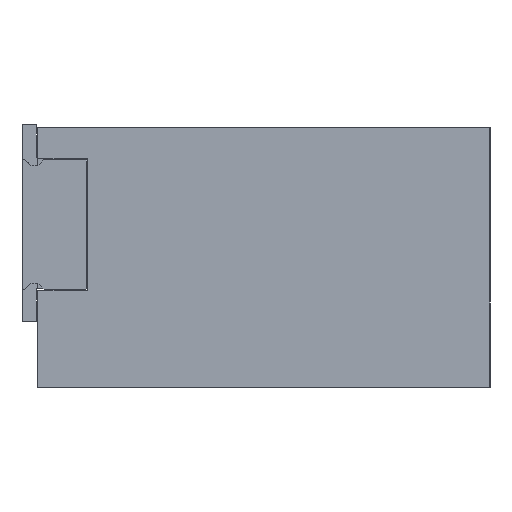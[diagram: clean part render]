
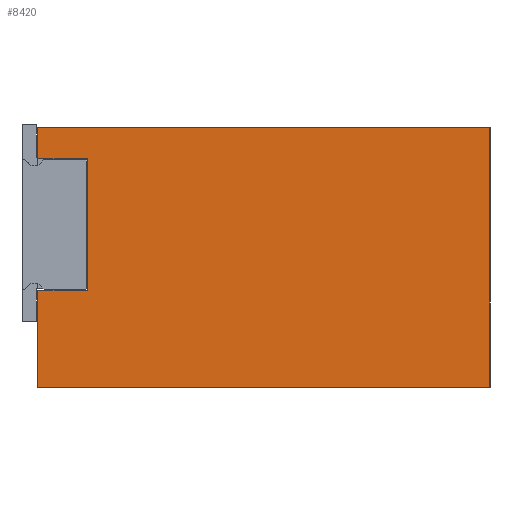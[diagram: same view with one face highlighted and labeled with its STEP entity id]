
A CAD part, left-side view. The second image highlights one B-rep face of the part: STEP entity #8420.
In plain terms, the highlighted planar face has unit normal (-1, 0, 0).
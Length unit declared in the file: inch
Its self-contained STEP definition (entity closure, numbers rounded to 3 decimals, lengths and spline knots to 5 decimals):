
#8 = CARTESIAN_POINT ( 'NONE',  ( 0., 1.724, 0.37 ) ) ;
#11 = ORIENTED_EDGE ( 'NONE', *, *, #16684, .F. ) ;
#618 = LINE ( 'NONE', #6003, #11593 ) ;
#695 = ORIENTED_EDGE ( 'NONE', *, *, #7937, .T. ) ;
#927 = VECTOR ( 'NONE', #2715, 39.37008 ) ;
#956 = EDGE_CURVE ( 'NONE', #1053, #9314, #16338, .T. ) ;
#1053 = VERTEX_POINT ( 'NONE', #6753 ) ;
#1154 = ORIENTED_EDGE ( 'NONE', *, *, #12097, .F. ) ;
#2229 = PLANE ( 'NONE',  #10171 ) ;
#2335 = CARTESIAN_POINT ( 'NONE',  ( 0., 1.534, 0.37 ) ) ;
#2682 = VECTOR ( 'NONE', #11845, 39.37008 ) ;
#2715 = DIRECTION ( 'NONE',  ( 0., 0., 1. ) ) ;
#3189 = EDGE_CURVE ( 'NONE', #6670, #6405, #8075, .T. ) ;
#3318 = DIRECTION ( 'NONE',  ( 0., -1., 0. ) ) ;
#3891 = VECTOR ( 'NONE', #7250, 39.37008 ) ;
#4399 = CARTESIAN_POINT ( 'NONE',  ( 0., 1.534, 0.871 ) ) ;
#4725 = LINE ( 'NONE', #16822, #11562 ) ;
#4729 = VERTEX_POINT ( 'NONE', #17127 ) ;
#4895 = LINE ( 'NONE', #13118, #5191 ) ;
#5080 = EDGE_CURVE ( 'NONE', #6670, #7054, #4725, .T. ) ;
#5119 = CARTESIAN_POINT ( 'NONE',  ( 0., 0., 0. ) ) ;
#5145 = ORIENTED_EDGE ( 'NONE', *, *, #3189, .F. ) ;
#5191 = VECTOR ( 'NONE', #11783, 39.37008 ) ;
#5656 = EDGE_CURVE ( 'NONE', #1053, #15400, #12203, .T. ) ;
#5804 = EDGE_CURVE ( 'NONE', #7054, #4729, #11464, .T. ) ;
#6003 = CARTESIAN_POINT ( 'NONE',  ( 0., 0., 0. ) ) ;
#6405 = VERTEX_POINT ( 'NONE', #10535 ) ;
#6670 = VERTEX_POINT ( 'NONE', #2335 ) ;
#6687 = VERTEX_POINT ( 'NONE', #5119 ) ;
#6753 = CARTESIAN_POINT ( 'NONE',  ( 0., 1.724, 0.99 ) ) ;
#7054 = VERTEX_POINT ( 'NONE', #8 ) ;
#7250 = DIRECTION ( 'NONE',  ( 0., 1., 0. ) ) ;
#7683 = EDGE_LOOP ( 'NONE', ( #5145, #12908, #11731, #695, #11, #10416, #9059, #1154 ) ) ;
#7731 = CARTESIAN_POINT ( 'NONE',  ( 0., 1.724, 0.871 ) ) ;
#7937 = EDGE_CURVE ( 'NONE', #4729, #6687, #618, .T. ) ;
#8075 = LINE ( 'NONE', #14720, #927 ) ;
#8420 = ADVANCED_FACE ( 'NONE', ( #14482 ), #2229, .F. ) ;
#9059 = ORIENTED_EDGE ( 'NONE', *, *, #956, .T. ) ;
#9117 = DIRECTION ( 'NONE',  ( 1., 0., 0. ) ) ;
#9314 = VERTEX_POINT ( 'NONE', #7731 ) ;
#10122 = DIRECTION ( 'NONE',  ( 0., 0., -1. ) ) ;
#10171 = AXIS2_PLACEMENT_3D ( 'NONE', #13136, #9117, #17106 ) ;
#10416 = ORIENTED_EDGE ( 'NONE', *, *, #5656, .F. ) ;
#10531 = CARTESIAN_POINT ( 'NONE',  ( 0., 1.724, 0.99 ) ) ;
#10535 = CARTESIAN_POINT ( 'NONE',  ( 0., 1.534, 0.871 ) ) ;
#10609 = VECTOR ( 'NONE', #16257, 39.37008 ) ;
#11042 = CARTESIAN_POINT ( 'NONE',  ( 0., 0., 0.99 ) ) ;
#11292 = LINE ( 'NONE', #4399, #3891 ) ;
#11464 = LINE ( 'NONE', #12977, #13817 ) ;
#11562 = VECTOR ( 'NONE', #16913, 39.37008 ) ;
#11593 = VECTOR ( 'NONE', #3318, 39.37008 ) ;
#11731 = ORIENTED_EDGE ( 'NONE', *, *, #5804, .T. ) ;
#11783 = DIRECTION ( 'NONE',  ( 0., 0., -1. ) ) ;
#11845 = DIRECTION ( 'NONE',  ( 0., -1., 0. ) ) ;
#12097 = EDGE_CURVE ( 'NONE', #6405, #9314, #11292, .T. ) ;
#12203 = LINE ( 'NONE', #17681, #2682 ) ;
#12908 = ORIENTED_EDGE ( 'NONE', *, *, #5080, .T. ) ;
#12977 = CARTESIAN_POINT ( 'NONE',  ( 0., 1.724, 0.99 ) ) ;
#13118 = CARTESIAN_POINT ( 'NONE',  ( 0., 0., 0.99 ) ) ;
#13136 = CARTESIAN_POINT ( 'NONE',  ( 0., 0., 0.99 ) ) ;
#13817 = VECTOR ( 'NONE', #10122, 39.37008 ) ;
#14482 = FACE_OUTER_BOUND ( 'NONE', #7683, .T. ) ;
#14720 = CARTESIAN_POINT ( 'NONE',  ( 0., 1.534, 0.37 ) ) ;
#15400 = VERTEX_POINT ( 'NONE', #11042 ) ;
#16257 = DIRECTION ( 'NONE',  ( 0., 0., -1. ) ) ;
#16338 = LINE ( 'NONE', #10531, #10609 ) ;
#16684 = EDGE_CURVE ( 'NONE', #15400, #6687, #4895, .T. ) ;
#16822 = CARTESIAN_POINT ( 'NONE',  ( 0., 1.534, 0.37 ) ) ;
#16913 = DIRECTION ( 'NONE',  ( 0., 1., 0. ) ) ;
#17106 = DIRECTION ( 'NONE',  ( 0., 0., -1. ) ) ;
#17127 = CARTESIAN_POINT ( 'NONE',  ( 0., 1.724, 0. ) ) ;
#17681 = CARTESIAN_POINT ( 'NONE',  ( 0., 0., 0.99 ) ) ;
